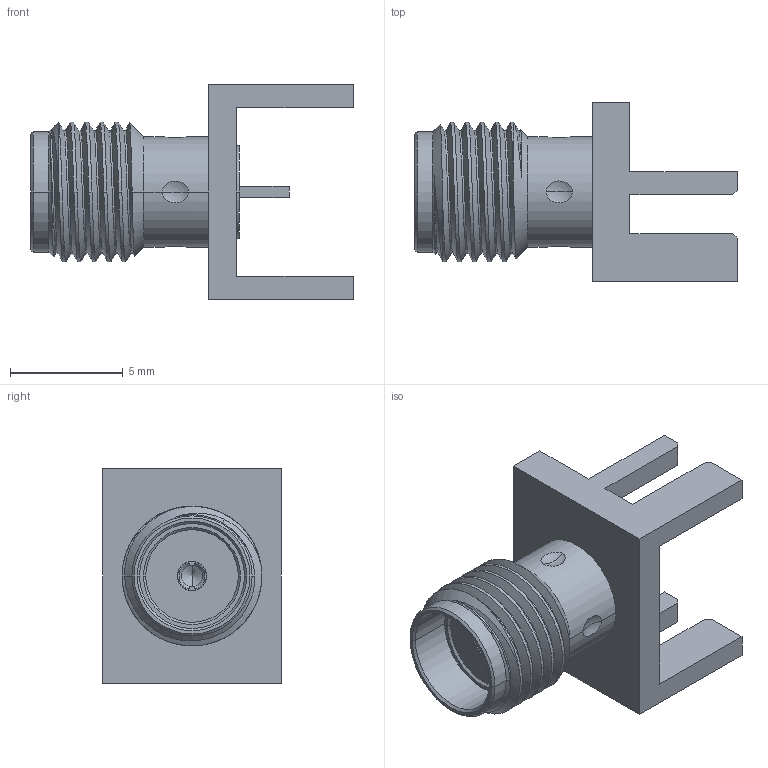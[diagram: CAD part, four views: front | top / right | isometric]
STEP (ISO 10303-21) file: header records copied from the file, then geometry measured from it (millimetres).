
FILE_DESCRIPTION((''),'2;1');
FILE_NAME('901-10309_SW0001','2016-02-10T',('Anand'),(''),'PRO/ENGINEER BY PARAMETRIC TECHNOLOGY CORPORATION, 2014440','PRO/ENGINEER BY PARAMETRIC TECHNOLOGY CORPORATION, 2014440','');
FILE_SCHEMA(('CONFIG_CONTROL_DESIGN'));
Length unit declared in the file: millimetre
Products named in the file (1): 901-10309_SW0001
Bounding box: 14.28 x 7.92 x 9.52 mm (x, y, z)
Surface area: 601.8 mm2 (no closed solid volume)
Topology: 0 solids, 4 shells, 101 faces, 270 edges, 170 vertices
Faces by surface type: plane 42, cylinder 25, cone 18, sphere 8, bspline 8
Entity records: 5302 total; most frequent: CARTESIAN_POINT 2862, ORIENTED_EDGE 500, DIRECTION 473, EDGE_CURVE 260, VERTEX_POINT 170, AXIS2_PLACEMENT_3D 166, VECTOR 141, LINE 141
